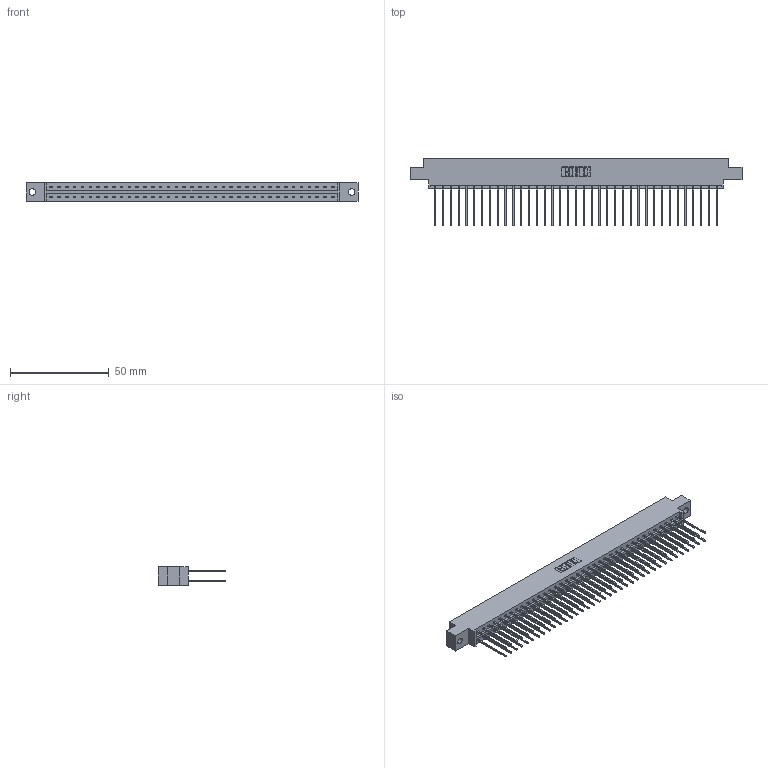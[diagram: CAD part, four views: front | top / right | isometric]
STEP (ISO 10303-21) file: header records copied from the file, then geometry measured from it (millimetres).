
FILE_DESCRIPTION (( 'STEP AP203' ), '1' );
FILE_NAME ('333-074-541-802.STEP', '2018-08-04T21:56:03', ( '' ), ( '' ), 'SwSTEP 2.0', 'SolidWorks 2016', '' );
FILE_SCHEMA (( 'CONFIG_CONTROL_DESIGN' ));
Length unit declared in the file: inch
Products named in the file (3): 333-074-541-802; 333 Part_Offset - .128 Dia; 345-292-001_345-293-141
Assembly tree (75 placements, depth 2):
  333-074-541-802
    333 Part_Offset - .128 Dia
    345-292-001_345-293-141  x74
Bounding box: 168.15 x 34.3 x 9.4 mm (x, y, z)
Volume: 17280.3 mm3; surface area: 22437.3 mm2
Topology: 75 solids, 75 shells, 3966 faces, 11793 edges, 7762 vertices
Faces by surface type: plane 2738, cylinder 1228
Entity records: 24603 total; most frequent: CARTESIAN_POINT 4086, ORIENTED_EDGE 4022, DIRECTION 3499, EDGE_CURVE 2011, LINE 1883, VECTOR 1883, VERTEX_POINT 1338, AXIS2_PLACEMENT_3D 808
